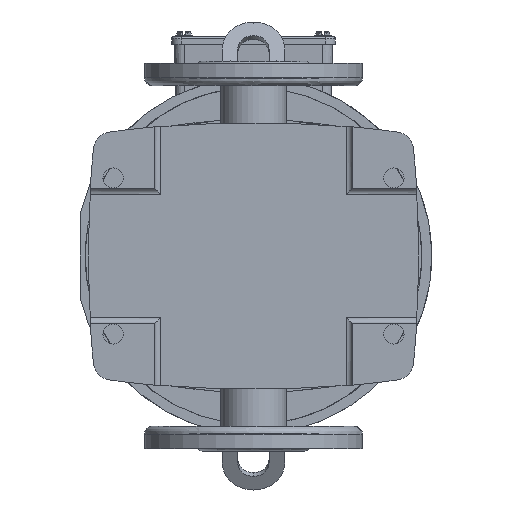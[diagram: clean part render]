
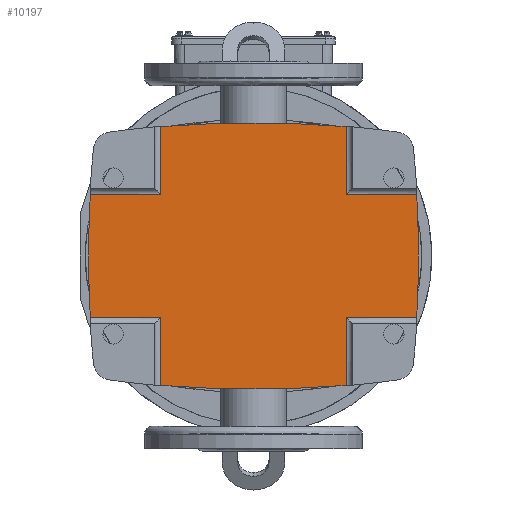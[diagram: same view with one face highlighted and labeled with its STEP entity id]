
A CAD part, front view. The second image highlights one B-rep face of the part: STEP entity #10197.
In plain terms, the highlighted planar face has unit normal (0, -1, 0).
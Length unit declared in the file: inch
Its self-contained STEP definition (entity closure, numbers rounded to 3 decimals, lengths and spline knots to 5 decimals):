
#1908 = EDGE_CURVE ( 'NONE', #24427, #21816, #64754, .T. ) ;
#3658 = DIRECTION ( 'NONE',  ( 0., 0., -1. ) ) ;
#4045 = AXIS2_PLACEMENT_3D ( 'NONE', #8304, #82060, #83007 ) ;
#4548 = CARTESIAN_POINT ( 'NONE',  ( 7.16532, 2.35137, 27.10394 ) ) ;
#4740 = DIRECTION ( 'NONE',  ( 1., 0., 0. ) ) ;
#4839 = ORIENTED_EDGE ( 'NONE', *, *, #89413, .F. ) ;
#5772 = VECTOR ( 'NONE', #18545, 39.37008 ) ;
#5992 = CARTESIAN_POINT ( 'NONE',  ( 4.90512, 2.35137, 27.10394 ) ) ;
#6990 = VERTEX_POINT ( 'NONE', #23583 ) ;
#7823 = EDGE_LOOP ( 'NONE', ( #32069, #4839, #27642, #9068, #21716, #29807, #64773, #37840, #17627, #11700, #82724, #84817, #21627 ) ) ;
#8038 = CARTESIAN_POINT ( 'NONE',  ( 9.50157, 2.35137, 2.45814 ) ) ;
#8304 = CARTESIAN_POINT ( 'NONE',  ( 9.50157, 2.35137, 48.66444 ) ) ;
#9068 = ORIENTED_EDGE ( 'NONE', *, *, #26181, .F. ) ;
#9710 = EDGE_CURVE ( 'NONE', #21816, #88116, #82485, .T. ) ;
#10197 = ADVANCED_FACE ( 'NONE', ( #32840 ), #38995, .F. ) ;
#10970 = VECTOR ( 'NONE', #47160, 39.37008 ) ;
#11700 = ORIENTED_EDGE ( 'NONE', *, *, #30278, .F. ) ;
#12871 = DIRECTION ( 'NONE',  ( 1., 0., 0. ) ) ;
#13041 = VERTEX_POINT ( 'NONE', #87202 ) ;
#13205 = VECTOR ( 'NONE', #4740, 39.37008 ) ;
#13691 = CARTESIAN_POINT ( 'NONE',  ( 13.62081, 2.35137, 24.01864 ) ) ;
#14156 = VECTOR ( 'NONE', #53513, 39.37008 ) ;
#15880 = EDGE_CURVE ( 'NONE', #21146, #42873, #77817, .T. ) ;
#17320 = VERTEX_POINT ( 'NONE', #64262 ) ;
#17627 = ORIENTED_EDGE ( 'NONE', *, *, #1908, .F. ) ;
#17719 = EDGE_CURVE ( 'NONE', #6990, #36993, #81264, .T. ) ;
#17810 = LINE ( 'NONE', #5992, #13205 ) ;
#18545 = DIRECTION ( 'NONE',  ( 0., 0., 1. ) ) ;
#19305 = DIRECTION ( 'NONE',  ( 0., 1., 0. ) ) ;
#20180 = CIRCLE ( 'NONE', #92664, 26.47079 ) ;
#20537 = DIRECTION ( 'NONE',  ( 1., 0., 0. ) ) ;
#21146 = VERTEX_POINT ( 'NONE', #27540 ) ;
#21627 = ORIENTED_EDGE ( 'NONE', *, *, #57777, .F. ) ;
#21716 = ORIENTED_EDGE ( 'NONE', *, *, #15880, .F. ) ;
#21816 = VERTEX_POINT ( 'NONE', #64250 ) ;
#21944 = LINE ( 'NONE', #41684, #5772 ) ;
#23583 = CARTESIAN_POINT ( 'NONE',  ( 13.66449, 2.35137, 25.56129 ) ) ;
#23982 = DIRECTION ( 'NONE',  ( 0., 1., 0. ) ) ;
#24220 = DIRECTION ( 'NONE',  ( -1., 0., 0. ) ) ;
#24284 = VERTEX_POINT ( 'NONE', #40375 ) ;
#24427 = VERTEX_POINT ( 'NONE', #78455 ) ;
#26181 = EDGE_CURVE ( 'NONE', #42873, #65114, #17810, .T. ) ;
#27540 = CARTESIAN_POINT ( 'NONE',  ( 5.38234, 2.35137, 24.01864 ) ) ;
#27642 = ORIENTED_EDGE ( 'NONE', *, *, #62602, .F. ) ;
#28911 = CARTESIAN_POINT ( 'NONE',  ( 7.16532, 2.35137, 24.01864 ) ) ;
#29807 = ORIENTED_EDGE ( 'NONE', *, *, #67532, .F. ) ;
#29920 = DIRECTION ( 'NONE',  ( 0., 1., 0. ) ) ;
#30278 = EDGE_CURVE ( 'NONE', #36993, #24427, #92564, .T. ) ;
#32069 = ORIENTED_EDGE ( 'NONE', *, *, #60877, .F. ) ;
#32569 = CARTESIAN_POINT ( 'NONE',  ( 4.90512, 2.35137, 24.01864 ) ) ;
#32840 = FACE_OUTER_BOUND ( 'NONE', #7823, .T. ) ;
#33977 = CIRCLE ( 'NONE', #53692, 27.26527 ) ;
#36993 = VERTEX_POINT ( 'NONE', #13691 ) ;
#37840 = ORIENTED_EDGE ( 'NONE', *, *, #9710, .F. ) ;
#38995 = PLANE ( 'NONE',  #76865 ) ;
#40228 = EDGE_CURVE ( 'NONE', #88116, #62251, #63827, .T. ) ;
#40375 = CARTESIAN_POINT ( 'NONE',  ( 13.62081, 2.35137, 27.10394 ) ) ;
#41548 = DIRECTION ( 'NONE',  ( 0., 0., 1. ) ) ;
#41684 = CARTESIAN_POINT ( 'NONE',  ( 7.16532, 2.35137, 27.10394 ) ) ;
#42081 = LINE ( 'NONE', #76507, #10970 ) ;
#42723 = CARTESIAN_POINT ( 'NONE',  ( -13.60079, 2.35137, 25.56129 ) ) ;
#42873 = VERTEX_POINT ( 'NONE', #69854 ) ;
#44562 = LINE ( 'NONE', #58544, #90725 ) ;
#45112 = VECTOR ( 'NONE', #3658, 39.37008 ) ;
#45250 = DIRECTION ( 'NONE',  ( 1., 0., 0. ) ) ;
#47160 = DIRECTION ( 'NONE',  ( -1., 0., 0. ) ) ;
#47247 = AXIS2_PLACEMENT_3D ( 'NONE', #42723, #64360, #20537 ) ;
#47589 = CARTESIAN_POINT ( 'NONE',  ( 7.16532, 2.35137, 27.10394 ) ) ;
#48961 = CARTESIAN_POINT ( 'NONE',  ( 32.60394, 2.35137, 25.56129 ) ) ;
#50114 = CARTESIAN_POINT ( 'NONE',  ( 7.16532, 2.35137, 28.82563 ) ) ;
#53513 = DIRECTION ( 'NONE',  ( -1., 0., 0. ) ) ;
#53692 = AXIS2_PLACEMENT_3D ( 'NONE', #74632, #23982, #45250 ) ;
#55209 = CARTESIAN_POINT ( 'NONE',  ( 7.16532, 2.35137, 22.29695 ) ) ;
#57777 = EDGE_CURVE ( 'NONE', #17320, #24284, #44562, .T. ) ;
#58544 = CARTESIAN_POINT ( 'NONE',  ( 4.90512, 2.35137, 27.10394 ) ) ;
#59675 = CARTESIAN_POINT ( 'NONE',  ( 4.90512, 2.35137, 27.10394 ) ) ;
#59825 = DIRECTION ( 'NONE',  ( 1., 0., 0. ) ) ;
#59909 = CARTESIAN_POINT ( 'NONE',  ( 11.83782, 2.35137, 27.10394 ) ) ;
#60314 = EDGE_CURVE ( 'NONE', #24284, #6990, #33977, .T. ) ;
#60877 = EDGE_CURVE ( 'NONE', #13041, #17320, #94048, .T. ) ;
#62251 = VERTEX_POINT ( 'NONE', #28911 ) ;
#62602 = EDGE_CURVE ( 'NONE', #65114, #68621, #21944, .T. ) ;
#63827 = LINE ( 'NONE', #4548, #69668 ) ;
#64250 = CARTESIAN_POINT ( 'NONE',  ( 11.83782, 2.35137, 22.29695 ) ) ;
#64262 = CARTESIAN_POINT ( 'NONE',  ( 11.83782, 2.35137, 27.10394 ) ) ;
#64360 = DIRECTION ( 'NONE',  ( 0., 1., 0. ) ) ;
#64754 = LINE ( 'NONE', #91919, #45112 ) ;
#64773 = ORIENTED_EDGE ( 'NONE', *, *, #40228, .F. ) ;
#65114 = VERTEX_POINT ( 'NONE', #47589 ) ;
#67127 = DIRECTION ( 'NONE',  ( 0., 1., 0. ) ) ;
#67532 = EDGE_CURVE ( 'NONE', #62251, #21146, #42081, .T. ) ;
#68621 = VERTEX_POINT ( 'NONE', #50114 ) ;
#69668 = VECTOR ( 'NONE', #41548, 39.37008 ) ;
#69854 = CARTESIAN_POINT ( 'NONE',  ( 5.38234, 2.35137, 27.10394 ) ) ;
#74632 = CARTESIAN_POINT ( 'NONE',  ( -13.60079, 2.35137, 25.56129 ) ) ;
#74763 = DIRECTION ( 'NONE',  ( 0., 0., -1. ) ) ;
#76507 = CARTESIAN_POINT ( 'NONE',  ( 4.90512, 2.35137, 24.01864 ) ) ;
#76865 = AXIS2_PLACEMENT_3D ( 'NONE', #59675, #67127, #24220 ) ;
#77817 = CIRCLE ( 'NONE', #87338, 27.26527 ) ;
#78455 = CARTESIAN_POINT ( 'NONE',  ( 11.83782, 2.35137, 24.01864 ) ) ;
#80130 = VECTOR ( 'NONE', #74763, 39.37008 ) ;
#81264 = CIRCLE ( 'NONE', #47247, 27.26527 ) ;
#82060 = DIRECTION ( 'NONE',  ( 0., 1., 0. ) ) ;
#82485 = CIRCLE ( 'NONE', #4045, 26.47079 ) ;
#82724 = ORIENTED_EDGE ( 'NONE', *, *, #17719, .F. ) ;
#83007 = DIRECTION ( 'NONE',  ( 1., 0., 0. ) ) ;
#84817 = ORIENTED_EDGE ( 'NONE', *, *, #60314, .F. ) ;
#87202 = CARTESIAN_POINT ( 'NONE',  ( 11.83782, 2.35137, 28.82563 ) ) ;
#87338 = AXIS2_PLACEMENT_3D ( 'NONE', #48961, #19305, #12871 ) ;
#87932 = DIRECTION ( 'NONE',  ( 1., 0., 0. ) ) ;
#88116 = VERTEX_POINT ( 'NONE', #55209 ) ;
#89413 = EDGE_CURVE ( 'NONE', #68621, #13041, #20180, .T. ) ;
#90725 = VECTOR ( 'NONE', #59825, 39.37008 ) ;
#91919 = CARTESIAN_POINT ( 'NONE',  ( 11.83782, 2.35137, 27.10394 ) ) ;
#92564 = LINE ( 'NONE', #32569, #14156 ) ;
#92664 = AXIS2_PLACEMENT_3D ( 'NONE', #8038, #29920, #87932 ) ;
#94048 = LINE ( 'NONE', #59909, #80130 ) ;
